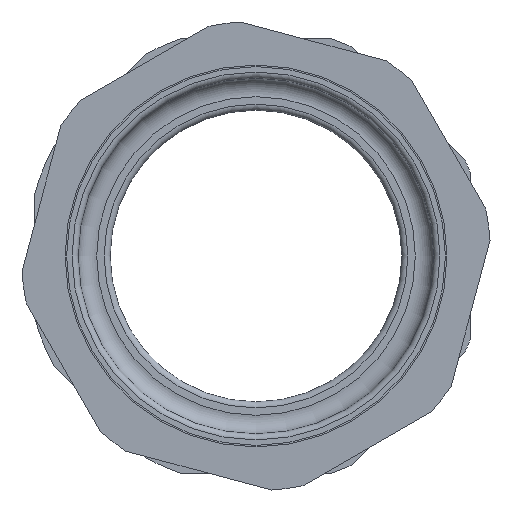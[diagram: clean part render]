
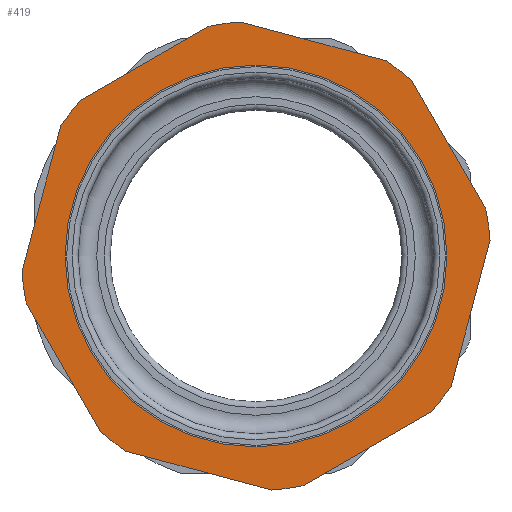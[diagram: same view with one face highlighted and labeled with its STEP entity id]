
A CAD part, front view. The second image highlights one B-rep face of the part: STEP entity #419.
In plain terms, the highlighted planar face has unit normal (0, -1, 0).
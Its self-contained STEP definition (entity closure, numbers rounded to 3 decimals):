
#419=ADVANCED_FACE('',(#1541,#1543),#1545,.T.);
#1541=FACE_BOUND('',#1542,.T.);
#1542=EDGE_LOOP('',(#2439,#2440,#2441,#2442,#2443,#2444,#2445,#2446,#2447,#2448,
#2449,#2450,#2451,#2452,#2453,#2454));
#1543=FACE_BOUND('',#1544,.T.);
#1544=EDGE_LOOP('',(#2455));
#1545=PLANE('',#1546);
#1546=AXIS2_PLACEMENT_3D('',#1547,#1548,#1549);
#1547=CARTESIAN_POINT('',(0.,-30.43,0.));
#1548=DIRECTION('',(0.,-1.,0.));
#1549=DIRECTION('',(-0.5,0.,0.866));
#2439=ORIENTED_EDGE('',*,*,#2984,.T.);
#2440=ORIENTED_EDGE('',*,*,#2959,.T.);
#2441=ORIENTED_EDGE('',*,*,#2985,.T.);
#2442=ORIENTED_EDGE('',*,*,#2981,.T.);
#2443=ORIENTED_EDGE('',*,*,#2986,.T.);
#2444=ORIENTED_EDGE('',*,*,#2977,.T.);
#2445=ORIENTED_EDGE('',*,*,#2987,.T.);
#2446=ORIENTED_EDGE('',*,*,#2973,.T.);
#2447=ORIENTED_EDGE('',*,*,#2988,.T.);
#2448=ORIENTED_EDGE('',*,*,#2969,.T.);
#2449=ORIENTED_EDGE('',*,*,#2989,.T.);
#2450=ORIENTED_EDGE('',*,*,#2965,.T.);
#2451=ORIENTED_EDGE('',*,*,#2990,.T.);
#2452=ORIENTED_EDGE('',*,*,#2961,.T.);
#2453=ORIENTED_EDGE('',*,*,#2991,.T.);
#2454=ORIENTED_EDGE('',*,*,#2953,.T.);
#2455=ORIENTED_EDGE('',*,*,#2992,.F.);
#2953=EDGE_CURVE('',#3297,#3295,#3298,.T.);
#2959=EDGE_CURVE('',#3302,#3307,#3309,.T.);
#2961=EDGE_CURVE('',#3313,#3311,#3314,.T.);
#2965=EDGE_CURVE('',#3321,#3319,#3322,.T.);
#2969=EDGE_CURVE('',#3329,#3327,#3330,.T.);
#2973=EDGE_CURVE('',#3337,#3335,#3338,.T.);
#2977=EDGE_CURVE('',#3345,#3343,#3346,.T.);
#2981=EDGE_CURVE('',#3353,#3351,#3354,.T.);
#2984=EDGE_CURVE('',#3295,#3302,#3358,.T.);
#2985=EDGE_CURVE('',#3307,#3353,#3359,.T.);
#2986=EDGE_CURVE('',#3351,#3345,#3360,.T.);
#2987=EDGE_CURVE('',#3343,#3337,#3361,.T.);
#2988=EDGE_CURVE('',#3335,#3329,#3362,.T.);
#2989=EDGE_CURVE('',#3327,#3321,#3363,.T.);
#2990=EDGE_CURVE('',#3319,#3313,#3364,.T.);
#2991=EDGE_CURVE('',#3311,#3297,#3365,.T.);
#2992=EDGE_CURVE('',#3366,#3366,#3367,.T.);
#3295=VERTEX_POINT('',#3956);
#3297=VERTEX_POINT('',#3960);
#3298=CIRCLE('',#3961,39.);
#3302=VERTEX_POINT('',#3973);
#3307=VERTEX_POINT('',#3983);
#3309=CIRCLE('',#3987,39.);
#3311=VERTEX_POINT('',#3992);
#3313=VERTEX_POINT('',#3996);
#3314=CIRCLE('',#3997,39.);
#3319=VERTEX_POINT('',#4010);
#3321=VERTEX_POINT('',#4014);
#3322=CIRCLE('',#4015,39.);
#3327=VERTEX_POINT('',#4028);
#3329=VERTEX_POINT('',#4032);
#3330=CIRCLE('',#4033,39.);
#3335=VERTEX_POINT('',#4046);
#3337=VERTEX_POINT('',#4050);
#3338=CIRCLE('',#4051,39.);
#3343=VERTEX_POINT('',#4064);
#3345=VERTEX_POINT('',#4068);
#3346=CIRCLE('',#4069,39.);
#3351=VERTEX_POINT('',#4082);
#3353=VERTEX_POINT('',#4086);
#3354=CIRCLE('',#4087,39.);
#3358=LINE('',#4099,#4100);
#3359=LINE('',#4102,#4103);
#3360=LINE('',#4105,#4106);
#3361=LINE('',#4108,#4109);
#3362=LINE('',#4111,#4112);
#3363=LINE('',#4114,#4115);
#3364=LINE('',#4117,#4118);
#3365=LINE('',#4120,#4121);
#3366=VERTEX_POINT('',#4123);
#3367=CIRCLE('',#4124,31.75);
#3956=CARTESIAN_POINT('',(-7.823,-30.43,38.207));
#3960=CARTESIAN_POINT('',(-2.501,-30.43,38.92));
#3961=AXIS2_PLACEMENT_3D('',#3962,#3963,#3964);
#3962=CARTESIAN_POINT('',(0.,-30.43,0.));
#3963=DIRECTION('',(0.,-1.,0.));
#3964=DIRECTION('',(-0.064,0.,0.998));
#3973=CARTESIAN_POINT('',(-29.177,-30.43,25.879));
#3983=CARTESIAN_POINT('',(-32.455,-30.43,21.626));
#3987=AXIS2_PLACEMENT_3D('',#3988,#3989,#3990);
#3988=CARTESIAN_POINT('',(0.,-30.43,0.));
#3989=DIRECTION('',(0.,-1.,0.));
#3990=DIRECTION('',(-0.748,0.,0.664));
#3992=CARTESIAN_POINT('',(21.626,-30.43,32.455));
#3996=CARTESIAN_POINT('',(25.879,-30.43,29.177));
#3997=AXIS2_PLACEMENT_3D('',#3998,#3999,#4000);
#3998=CARTESIAN_POINT('',(0.,-30.43,0.));
#3999=DIRECTION('',(0.,-1.,0.));
#4000=DIRECTION('',(0.664,0.,0.748));
#4010=CARTESIAN_POINT('',(38.207,-30.43,7.823));
#4014=CARTESIAN_POINT('',(38.92,-30.43,2.501));
#4015=AXIS2_PLACEMENT_3D('',#4016,#4017,#4018);
#4016=CARTESIAN_POINT('',(0.,-30.43,0.));
#4017=DIRECTION('',(0.,-1.,0.));
#4018=DIRECTION('',(0.998,0.,0.064));
#4028=CARTESIAN_POINT('',(32.455,-30.43,-21.626));
#4032=CARTESIAN_POINT('',(29.177,-30.43,-25.879));
#4033=AXIS2_PLACEMENT_3D('',#4034,#4035,#4036);
#4034=CARTESIAN_POINT('',(0.,-30.43,0.));
#4035=DIRECTION('',(0.,-1.,0.));
#4036=DIRECTION('',(0.748,0.,-0.664));
#4046=CARTESIAN_POINT('',(7.823,-30.43,-38.207));
#4050=CARTESIAN_POINT('',(2.501,-30.43,-38.92));
#4051=AXIS2_PLACEMENT_3D('',#4052,#4053,#4054);
#4052=CARTESIAN_POINT('',(0.,-30.43,0.));
#4053=DIRECTION('',(0.,-1.,0.));
#4054=DIRECTION('',(0.064,0.,-0.998));
#4064=CARTESIAN_POINT('',(-21.626,-30.43,-32.455));
#4068=CARTESIAN_POINT('',(-25.879,-30.43,-29.177));
#4069=AXIS2_PLACEMENT_3D('',#4070,#4071,#4072);
#4070=CARTESIAN_POINT('',(0.,-30.43,0.));
#4071=DIRECTION('',(0.,-1.,0.));
#4072=DIRECTION('',(-0.664,0.,-0.748));
#4082=CARTESIAN_POINT('',(-38.207,-30.43,-7.823));
#4086=CARTESIAN_POINT('',(-38.92,-30.43,-2.501));
#4087=AXIS2_PLACEMENT_3D('',#4088,#4089,#4090);
#4088=CARTESIAN_POINT('',(0.,-30.43,0.));
#4089=DIRECTION('',(0.,-1.,0.));
#4090=DIRECTION('',(-0.998,0.,-0.064));
#4099=CARTESIAN_POINT('',(-7.823,-30.43,38.207));
#4100=VECTOR('',#4101,1.);
#4101=DIRECTION('',(-0.866,0.,-0.5));
#4102=CARTESIAN_POINT('',(-32.455,-30.43,21.626));
#4103=VECTOR('',#4104,1.);
#4104=DIRECTION('',(-0.259,0.,-0.966));
#4105=CARTESIAN_POINT('',(-38.207,-30.43,-7.823));
#4106=VECTOR('',#4107,1.);
#4107=DIRECTION('',(0.5,0.,-0.866));
#4108=CARTESIAN_POINT('',(-21.626,-30.43,-32.455));
#4109=VECTOR('',#4110,1.);
#4110=DIRECTION('',(0.966,0.,-0.259));
#4111=CARTESIAN_POINT('',(7.823,-30.43,-38.207));
#4112=VECTOR('',#4113,1.);
#4113=DIRECTION('',(0.866,0.,0.5));
#4114=CARTESIAN_POINT('',(32.455,-30.43,-21.626));
#4115=VECTOR('',#4116,1.);
#4116=DIRECTION('',(0.259,0.,0.966));
#4117=CARTESIAN_POINT('',(38.207,-30.43,7.823));
#4118=VECTOR('',#4119,1.);
#4119=DIRECTION('',(-0.5,0.,0.866));
#4120=CARTESIAN_POINT('',(21.626,-30.43,32.455));
#4121=VECTOR('',#4122,1.);
#4122=DIRECTION('',(-0.966,0.,0.259));
#4123=CARTESIAN_POINT('',(-15.875,-30.43,27.496));
#4124=AXIS2_PLACEMENT_3D('',#4125,#4126,#4127);
#4125=CARTESIAN_POINT('',(0.,-30.43,0.));
#4126=DIRECTION('',(0.,-1.,0.));
#4127=DIRECTION('',(-0.5,0.,0.866));
